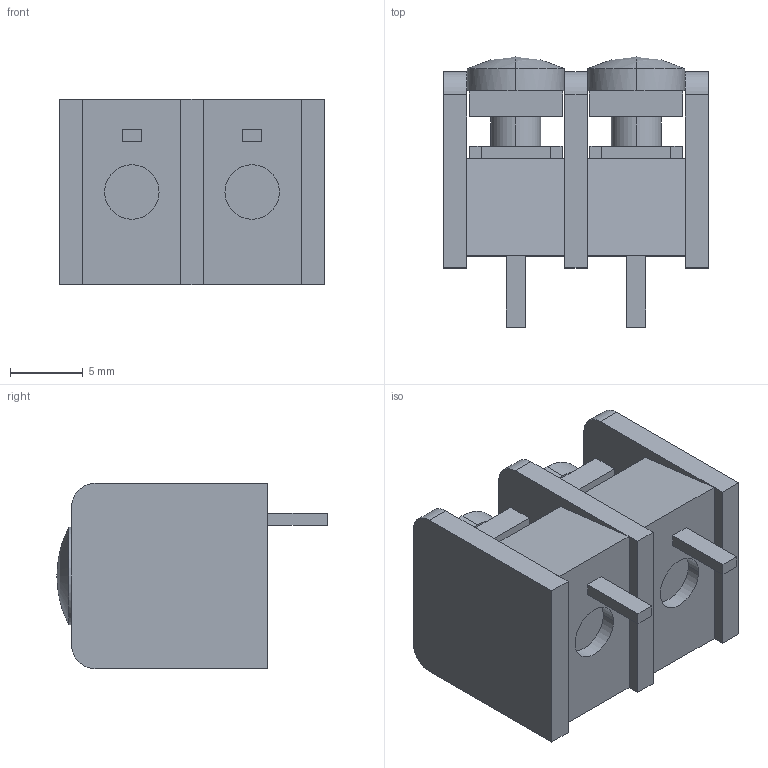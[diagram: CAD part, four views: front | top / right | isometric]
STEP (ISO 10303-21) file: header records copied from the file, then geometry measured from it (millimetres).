
FILE_DESCRIPTION((''),'2;1');
FILE_NAME('C-2-1437667-4','2008-12-11T',('workeradm'),('Tyco Electronics Corporation'),'PRO/ENGINEER BY PARAMETRIC TECHNOLOGY CORPORATION, 2005450','PRO/ENGINEER BY PARAMETRIC TECHNOLOGY CORPORATION, 2005450','');
FILE_SCHEMA(('CONFIG_CONTROL_DESIGN', 'GEOMETRIC_VALIDATION_PROPERTIES_MIM'));
Length unit declared in the file: millimetre
Products named in the file (1): C-2-1437667-4
Bounding box: 18.16 x 18.54 x 12.7 mm (x, y, z)
Volume: 2231.4 mm3; surface area: 1898.7 mm2
Topology: 1 solids, 1 shells, 132 faces, 330 edges, 206 vertices
Faces by surface type: plane 110, cylinder 18, sphere 4
Entity records: 3963 total; most frequent: CARTESIAN_POINT 665, ORIENTED_EDGE 652, DIRECTION 646, EDGE_CURVE 326, VECTOR 270, LINE 270, VERTEX_POINT 206, AXIS2_PLACEMENT_3D 188
